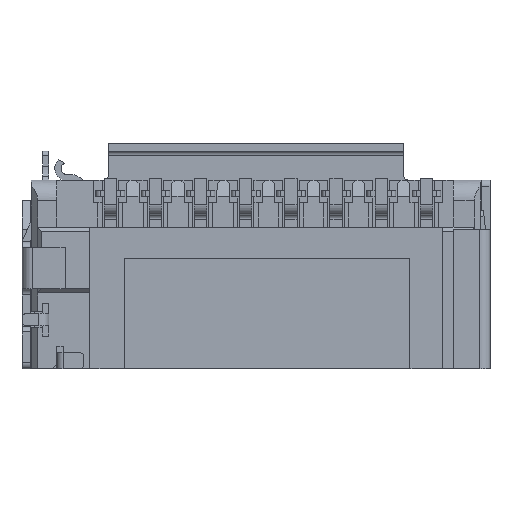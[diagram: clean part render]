
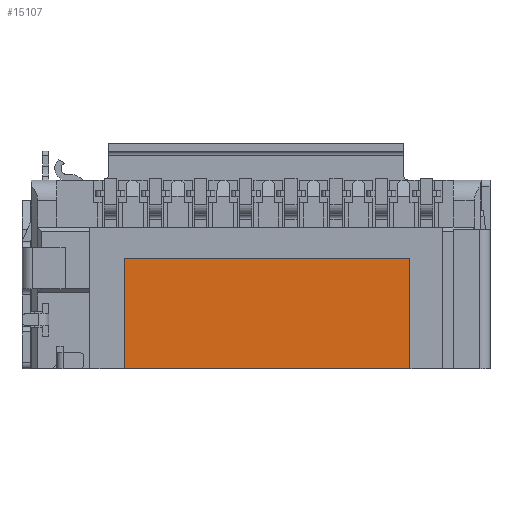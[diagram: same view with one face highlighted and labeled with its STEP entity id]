
A CAD part, front view. The second image highlights one B-rep face of the part: STEP entity #15107.
In plain terms, the highlighted planar face has unit normal (0, -1, 0).
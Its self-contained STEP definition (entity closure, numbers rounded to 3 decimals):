
#264 = DIRECTION ( 'NONE',  ( 0., -1., 0. ) ) ;
#1805 = EDGE_CURVE ( 'NONE', #10276, #34932, #36610, .T. ) ;
#3890 = AXIS2_PLACEMENT_3D ( 'NONE', #19901, #264, #6691 ) ;
#4283 = LINE ( 'NONE', #9593, #18662 ) ;
#6496 = ORIENTED_EDGE ( 'NONE', *, *, #11252, .T. ) ;
#6691 = DIRECTION ( 'NONE',  ( 0., 0., -1. ) ) ;
#9593 = CARTESIAN_POINT ( 'NONE',  ( 3.45, -1.05, -2.3 ) ) ;
#10255 = CARTESIAN_POINT ( 'NONE',  ( 3.45, -1.05, -2.3 ) ) ;
#10276 = VERTEX_POINT ( 'NONE', #23247 ) ;
#11071 = CARTESIAN_POINT ( 'NONE',  ( 0., -1.05, -2.3 ) ) ;
#11252 = EDGE_CURVE ( 'NONE', #34932, #21912, #4283, .T. ) ;
#11883 = EDGE_CURVE ( 'NONE', #23486, #10276, #18534, .T. ) ;
#12022 = ORIENTED_EDGE ( 'NONE', *, *, #11883, .T. ) ;
#14579 = CARTESIAN_POINT ( 'NONE',  ( 0., -1.05, 0.4 ) ) ;
#15107 = ADVANCED_FACE ( 'NONE', ( #23533 ), #35927, .T. ) ;
#17271 = CARTESIAN_POINT ( 'NONE',  ( -3.5, -1.05, 0.4 ) ) ;
#18436 = EDGE_CURVE ( 'NONE', #21912, #23486, #31264, .T. ) ;
#18534 = LINE ( 'NONE', #33287, #26232 ) ;
#18662 = VECTOR ( 'NONE', #35797, 1000. ) ;
#19901 = CARTESIAN_POINT ( 'NONE',  ( 0., -1.05, -2.3 ) ) ;
#21544 = ORIENTED_EDGE ( 'NONE', *, *, #1805, .T. ) ;
#21912 = VERTEX_POINT ( 'NONE', #24022 ) ;
#23247 = CARTESIAN_POINT ( 'NONE',  ( -3.5, -1.05, -2.3 ) ) ;
#23486 = VERTEX_POINT ( 'NONE', #17271 ) ;
#23533 = FACE_OUTER_BOUND ( 'NONE', #27564, .T. ) ;
#23819 = VECTOR ( 'NONE', #36976, 1000. ) ;
#24022 = CARTESIAN_POINT ( 'NONE',  ( 3.45, -1.05, 0.4 ) ) ;
#25981 = ORIENTED_EDGE ( 'NONE', *, *, #18436, .T. ) ;
#26232 = VECTOR ( 'NONE', #29899, 1000. ) ;
#27564 = EDGE_LOOP ( 'NONE', ( #12022, #21544, #6496, #25981 ) ) ;
#29899 = DIRECTION ( 'NONE',  ( 0., 0., -1. ) ) ;
#30260 = VECTOR ( 'NONE', #34739, 1000. ) ;
#31264 = LINE ( 'NONE', #14579, #30260 ) ;
#33287 = CARTESIAN_POINT ( 'NONE',  ( -3.5, -1.05, -2.3 ) ) ;
#34739 = DIRECTION ( 'NONE',  ( -1., 0., 0. ) ) ;
#34932 = VERTEX_POINT ( 'NONE', #10255 ) ;
#35797 = DIRECTION ( 'NONE',  ( 0., 0., 1. ) ) ;
#35927 = PLANE ( 'NONE',  #3890 ) ;
#36610 = LINE ( 'NONE', #11071, #23819 ) ;
#36976 = DIRECTION ( 'NONE',  ( 1., 0., 0. ) ) ;
